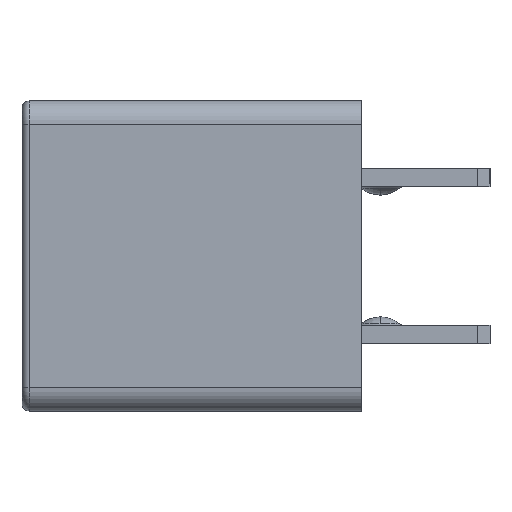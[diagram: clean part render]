
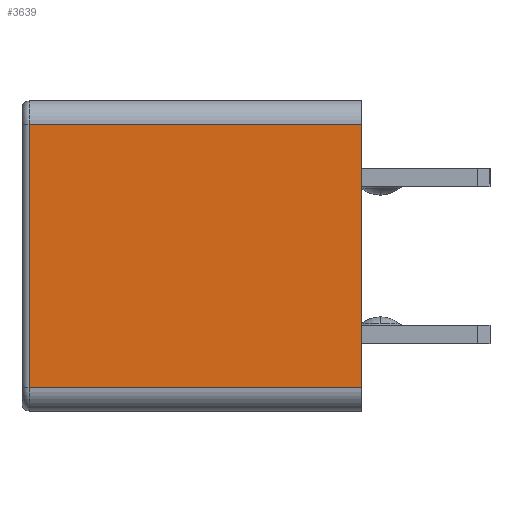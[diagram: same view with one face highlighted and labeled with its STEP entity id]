
A CAD part, left-side view. The second image highlights one B-rep face of the part: STEP entity #3639.
In plain terms, the highlighted planar face has unit normal (-1, 0, 0).
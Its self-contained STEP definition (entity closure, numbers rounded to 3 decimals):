
#3604 = EDGE_LOOP ( 'NONE', ( #3666, #3714, #3683, #3713 ) ) ;
#3639 = ADVANCED_FACE ( 'NONE', ( #8074 ), #8163, .F. ) ;
#3655 = EDGE_CURVE ( 'NONE', #3784, #3664, #8105, .T. ) ;
#3664 = VERTEX_POINT ( 'NONE', #8039 ) ;
#3665 = EDGE_CURVE ( 'NONE', #3670, #3783, #8140, .T. ) ;
#3666 = ORIENTED_EDGE ( 'NONE', *, *, #3685, .F. ) ;
#3670 = VERTEX_POINT ( 'NONE', #8047 ) ;
#3683 = ORIENTED_EDGE ( 'NONE', *, *, #3782, .T. ) ;
#3685 = EDGE_CURVE ( 'NONE', #3670, #3664, #8058, .T. ) ;
#3713 = ORIENTED_EDGE ( 'NONE', *, *, #3655, .T. ) ;
#3714 = ORIENTED_EDGE ( 'NONE', *, *, #3665, .T. ) ;
#3782 = EDGE_CURVE ( 'NONE', #3783, #3784, #8301, .T. ) ;
#3783 = VERTEX_POINT ( 'NONE', #8297 ) ;
#3784 = VERTEX_POINT ( 'NONE', #8296 ) ;
#8039 = CARTESIAN_POINT ( 'NONE',  ( -9.498, -4.225, 3.01 ) ) ;
#8047 = CARTESIAN_POINT ( 'NONE',  ( -9.498, 2.989, 3.01 ) ) ;
#8057 = CARTESIAN_POINT ( 'NONE',  ( -9.498, 3.141, 3.01 ) ) ;
#8058 = LINE ( 'NONE', #8057, #8099 ) ;
#8074 = FACE_OUTER_BOUND ( 'NONE', #3604, .T. ) ;
#8098 = DIRECTION ( 'NONE',  ( 0., -1., 0. ) ) ;
#8099 = VECTOR ( 'NONE', #8098, 1000. ) ;
#8102 = DIRECTION ( 'NONE',  ( 0., 0., 1. ) ) ;
#8103 = VECTOR ( 'NONE', #8102, 1000. ) ;
#8104 = CARTESIAN_POINT ( 'NONE',  ( -9.498, -4.225, -2.705 ) ) ;
#8105 = LINE ( 'NONE', #8104, #8103 ) ;
#8137 = DIRECTION ( 'NONE',  ( 0., 0., -1. ) ) ;
#8138 = VECTOR ( 'NONE', #8137, 1000. ) ;
#8139 = CARTESIAN_POINT ( 'NONE',  ( -9.498, 2.989, -2.705 ) ) ;
#8140 = LINE ( 'NONE', #8139, #8138 ) ;
#8150 = DIRECTION ( 'NONE',  ( 0., 0., -1. ) ) ;
#8151 = DIRECTION ( 'NONE',  ( 1., 0., 0. ) ) ;
#8163 = PLANE ( 'NONE',  #8165 ) ;
#8164 = CARTESIAN_POINT ( 'NONE',  ( -9.498, 3.141, -2.705 ) ) ;
#8165 = AXIS2_PLACEMENT_3D ( 'NONE', #8164, #8151, #8150 ) ;
#8296 = CARTESIAN_POINT ( 'NONE',  ( -9.498, -4.225, -2.705 ) ) ;
#8297 = CARTESIAN_POINT ( 'NONE',  ( -9.498, 2.989, -2.705 ) ) ;
#8298 = DIRECTION ( 'NONE',  ( 0., -1., 0. ) ) ;
#8299 = VECTOR ( 'NONE', #8298, 1000. ) ;
#8300 = CARTESIAN_POINT ( 'NONE',  ( -9.498, 3.141, -2.705 ) ) ;
#8301 = LINE ( 'NONE', #8300, #8299 ) ;
